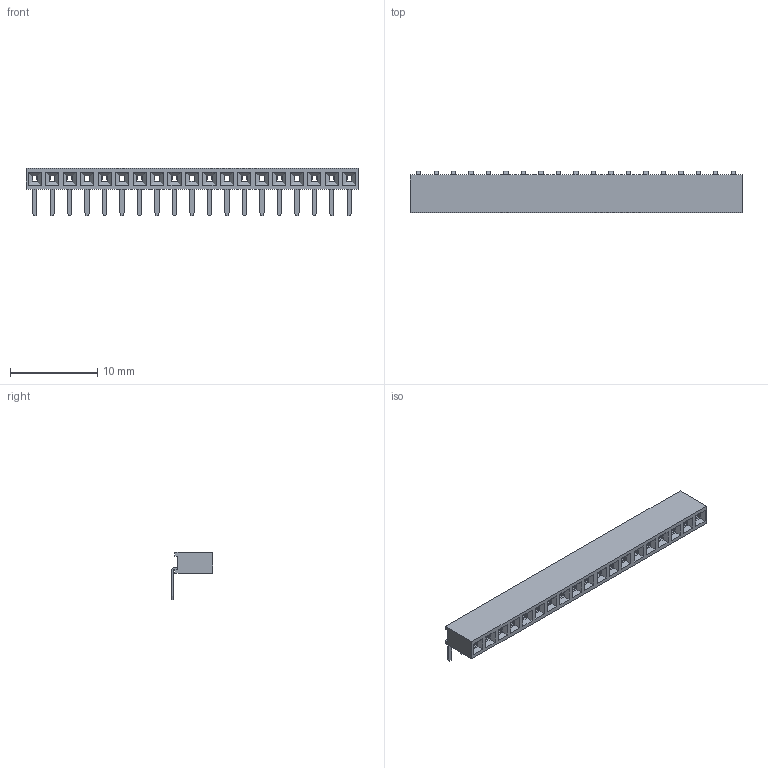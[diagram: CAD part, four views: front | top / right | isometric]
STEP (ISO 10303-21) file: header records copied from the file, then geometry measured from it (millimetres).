
FILE_DESCRIPTION(('STEP AP214'), '1');
FILE_NAME('PBS2-R1', '', ('UNSPECIFIED'), ('UNSPECIFIED'), 'ASCON STEP Converter 1.6', 'ASCON Math Kernel', '');
FILE_SCHEMA(('AUTOMOTIVE_DESIGN { 1 0 10303 214 3 1 1}'));
Length unit declared in the file: millimetre
Bounding box: 38 x 4.7 x 5.4 mm (x, y, z)
Volume: 262.6 mm3; surface area: 1500.5 mm2
Topology: 20 solids, 20 shells, 1245 faces, 3387 edges, 2182 vertices
Faces by surface type: plane 960, cylinder 285
Entity records: 48877 total; most frequent: CARTESIAN_POINT 6815, ORIENTED_EDGE 6774, DIRECTION 6449, EDGE_CURVE 3387, LINE 2817, VECTOR 2817, VERTEX_POINT 2182, AXIS2_PLACEMENT_3D 1816
